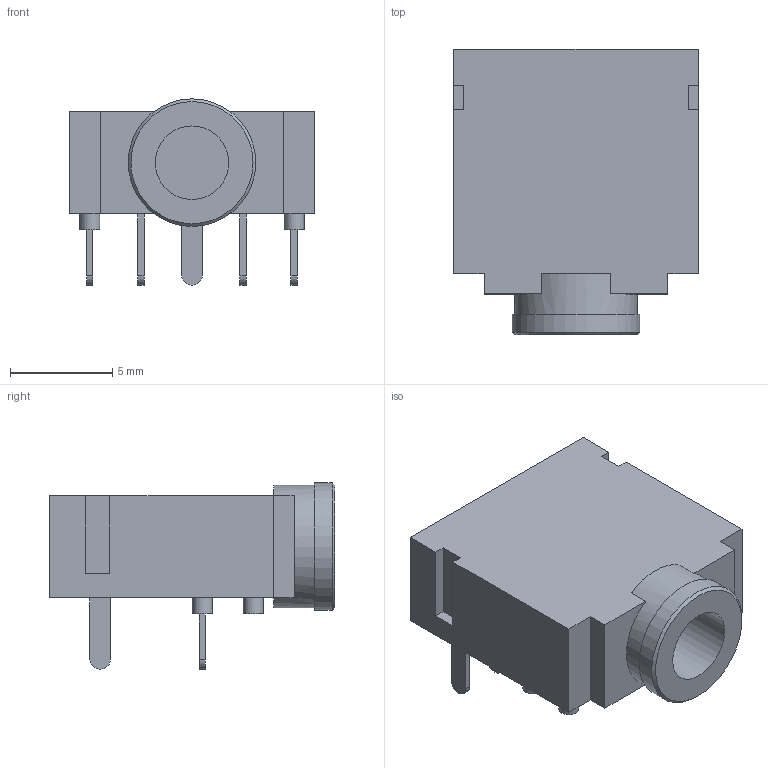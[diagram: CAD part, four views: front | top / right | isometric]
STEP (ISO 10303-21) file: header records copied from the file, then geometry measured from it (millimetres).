
FILE_DESCRIPTION(/* description */ ('Unknown'),/* implementation_level */ '2;1');
FILE_NAME(/* name */ 'SPC21348',/* time_stamp */ '2024-05-17T07:54:01+02:00',/* author */ ('Unknown'),/* organization */ ('Unknown'),/* preprocessor_version */ 'ST-DEVELOPER v18.102',/* originating_system */ 'Solid Edge',/* authorisation */ 'Unknown');
FILE_SCHEMA (('AUTOMOTIVE_DESIGN {1 0 10303 214 3 1 1}'));
Length unit declared in the file: millimetre
Products named in the file (1): SPC21348
Bounding box: 12 x 14 x 9.13 mm (x, y, z)
Volume: 668 mm3; surface area: 786.3 mm2
Topology: 1 solids, 1 shells, 95 faces, 241 edges, 160 vertices
Faces by surface type: plane 76, cylinder 18, cone 1
Full cylindrical faces by diameter (mm): 0.974 x5, 3.6 x1, 6.012 x1, 6.25 x1
Entity records: 3465 total; most frequent: CARTESIAN_POINT 484, DIRECTION 462, ORIENTED_EDGE 460, EDGE_CURVE 230, LINE 190, VECTOR 190, VERTEX_POINT 158, AXIS2_PLACEMENT_3D 136
